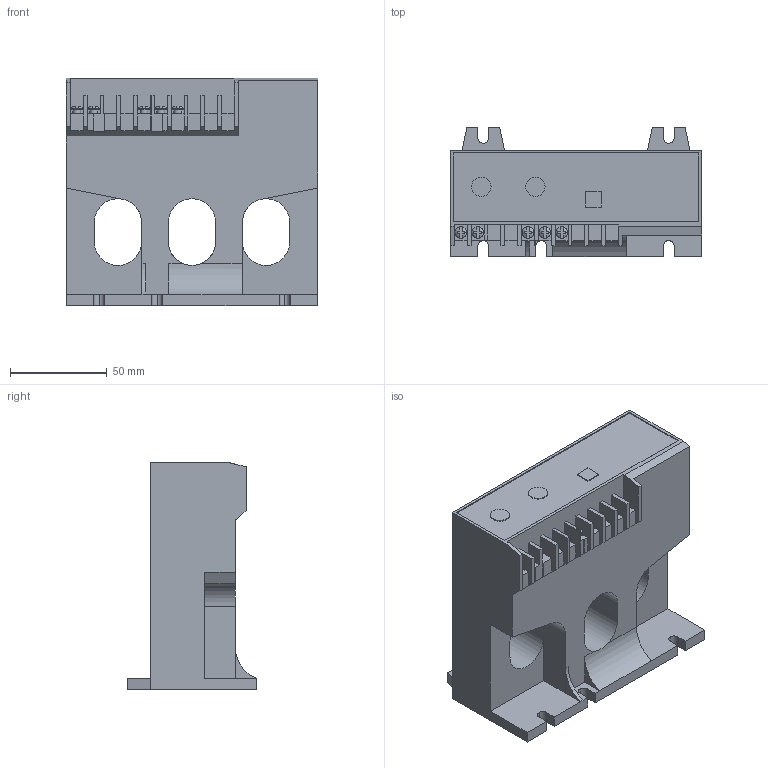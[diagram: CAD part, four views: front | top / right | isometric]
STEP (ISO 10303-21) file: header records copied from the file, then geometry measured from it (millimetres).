
FILE_DESCRIPTION (( 'STEP AP203' ), '1' );
FILE_NAME ('Ðåëå çàùèòû äâèãàòåëÿ MPR 20A mpr-200.STEP', '2016-11-02T14:49:12', ( '' ), ( '' ), 'SwSTEP 2.0', 'SolidWorks 2016', '' );
FILE_SCHEMA (( 'CONFIG_CONTROL_DESIGN' ));
Length unit declared in the file: millimetre
Products named in the file (1): Ðåëå çàùèòû äâèãàòåëÿ MPR 20A mpr-200
Bounding box: 130 x 67 x 118 mm (x, y, z)
Volume: 546845.6 mm3; surface area: 68194.4 mm2
Topology: 6 solids, 6 shells, 254 faces, 679 edges, 443 vertices
Faces by surface type: plane 194, cylinder 45, bspline 15
Entity records: 8319 total; most frequent: CARTESIAN_POINT 1980, ORIENTED_EDGE 1358, DIRECTION 1211, EDGE_CURVE 679, LINE 505, VECTOR 505, VERTEX_POINT 443, AXIS2_PLACEMENT_3D 353
